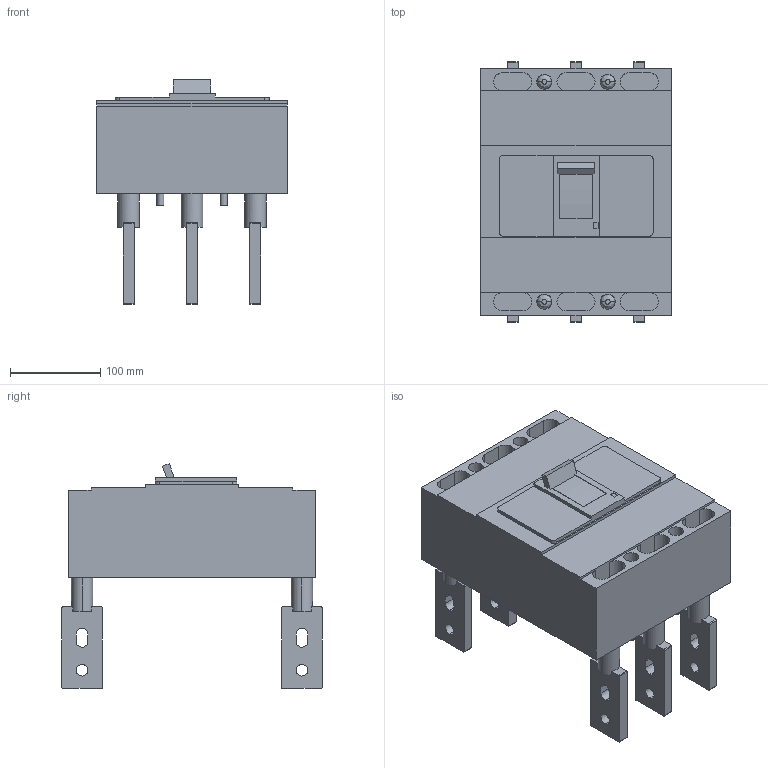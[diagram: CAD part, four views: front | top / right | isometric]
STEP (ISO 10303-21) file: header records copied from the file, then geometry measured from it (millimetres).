
FILE_DESCRIPTION (( 'STEP AP214' ), '1' );
FILE_NAME ('俽侾侽侽侽俠俤俁俼.STEP', '2023-02-24T10:14:19', ( 'CAD' ), ( '' ), 'SwSTEP 2.0', 'SolidWorks 2015', '' );
FILE_SCHEMA (( 'AUTOMOTIVE_DESIGN' ));
Length unit declared in the file: millimetre
Products named in the file (1): 俽侾侽侽侽俠俤俁俼
Bounding box: 210 x 288 x 248.18 mm (x, y, z)
Volume: 5825878.5 mm3; surface area: 366550.2 mm2
Topology: 5 solids, 5 shells, 259 faces, 696 edges, 464 vertices
Faces by surface type: plane 130, cylinder 121, bspline 8
Entity records: 11427 total; most frequent: CARTESIAN_POINT 1736, DIRECTION 1458, ORIENTED_EDGE 1392, EDGE_CURVE 696, AXIS2_PLACEMENT_3D 526, VERTEX_POINT 464, VECTOR 406, LINE 406
